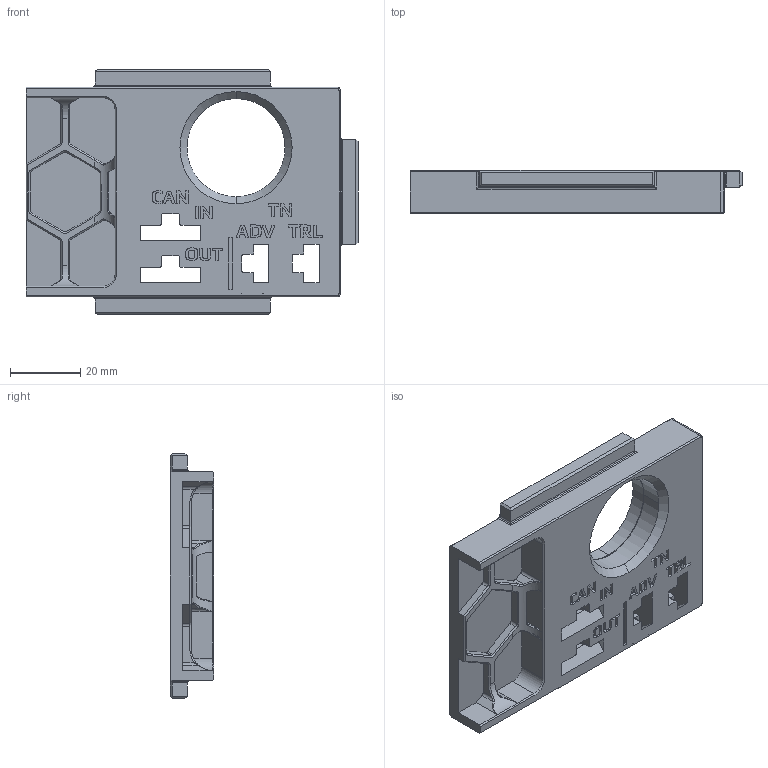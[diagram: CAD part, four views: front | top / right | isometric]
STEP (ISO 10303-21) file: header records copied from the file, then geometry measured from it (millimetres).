
FILE_DESCRIPTION (( 'STEP AP203' ), '1' );
FILE_NAME ('Box_Turtle_right_rear_skirt_Canbus.STEP', '2025-02-11T23:36:24', ( '' ), ( '' ), 'SwSTEP 2.0', 'SolidWorks 2025', '' );
FILE_SCHEMA (( 'CONFIG_CONTROL_DESIGN' ));
Length unit declared in the file: millimetre
Products named in the file (1): Box_Turtle_right_rear_skirt_Canbus
Bounding box: 94.7 x 12.4 x 69.8 mm (x, y, z)
Volume: 45169 mm3; surface area: 20644.2 mm2
Topology: 2 solids, 7 shells, 635 faces, 1597 edges, 995 vertices
Faces by surface type: plane 416, cylinder 98, bspline 64, cone 57
Entity records: 22186 total; most frequent: CARTESIAN_POINT 7387, ORIENTED_EDGE 3174, DIRECTION 2768, EDGE_CURVE 1587, VECTOR 1210, LINE 1210, VERTEX_POINT 995, AXIS2_PLACEMENT_3D 779
